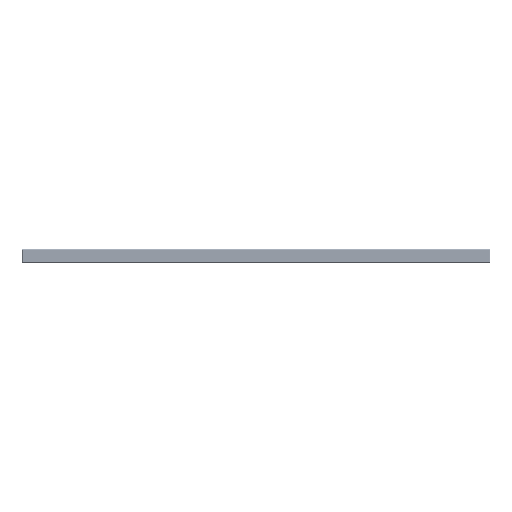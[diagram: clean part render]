
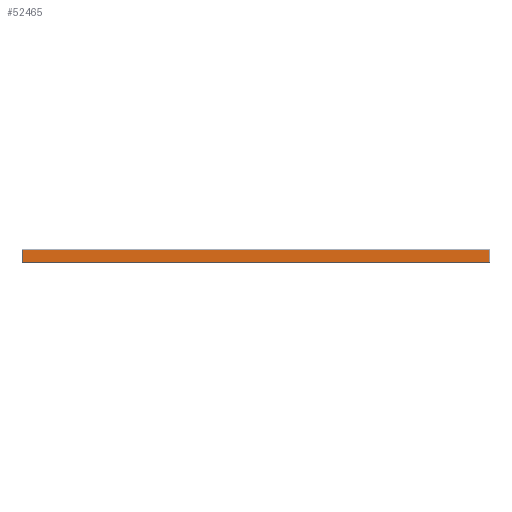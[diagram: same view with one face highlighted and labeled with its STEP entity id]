
A CAD part, front view. The second image highlights one B-rep face of the part: STEP entity #52465.
In plain terms, the highlighted planar face has unit normal (0, -1, 0).
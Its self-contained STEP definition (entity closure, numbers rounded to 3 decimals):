
#13364=LINE('',#262445,#28089);
#13365=LINE('',#262448,#28090);
#13366=LINE('',#262450,#28091);
#13367=LINE('',#262452,#28092);
#28089=VECTOR('',#209182,1.);
#28090=VECTOR('',#209183,1.);
#28091=VECTOR('',#209184,1.);
#28092=VECTOR('',#209185,1.);
#52465=ADVANCED_FACE('',(#65399),#59932,.T.);
#59932=PLANE('',#177510);
#65399=FACE_OUTER_BOUND('',#73794,.T.);
#73794=EDGE_LOOP('',(#104421,#104422,#104423,#104424));
#104421=ORIENTED_EDGE('',*,*,#153957,.T.);
#104422=ORIENTED_EDGE('',*,*,#153958,.T.);
#104423=ORIENTED_EDGE('',*,*,#153959,.T.);
#104424=ORIENTED_EDGE('',*,*,#153960,.T.);
#134194=VERTEX_POINT('',#262446);
#134195=VERTEX_POINT('',#262447);
#134196=VERTEX_POINT('',#262449);
#134197=VERTEX_POINT('',#262451);
#153957=EDGE_CURVE('',#134194,#134195,#13364,.T.);
#153958=EDGE_CURVE('',#134195,#134196,#13365,.T.);
#153959=EDGE_CURVE('',#134196,#134197,#13366,.T.);
#153960=EDGE_CURVE('',#134197,#134194,#13367,.T.);
#177510=AXIS2_PLACEMENT_3D('',#262453,#209186,#209187);
#209182=DIRECTION('',(-1.,0.,0.));
#209183=DIRECTION('',(0.,0.,-1.));
#209184=DIRECTION('',(1.,0.,0.));
#209185=DIRECTION('',(0.,0.,1.));
#209186=DIRECTION('',(0.,-1.,0.));
#209187=DIRECTION('',(0.,0.,-1.));
#262445=CARTESIAN_POINT('',(137.5,0.,7.575));
#262446=CARTESIAN_POINT('',(274.6,0.,7.575));
#262447=CARTESIAN_POINT('',(0.4,0.,7.575));
#262448=CARTESIAN_POINT('',(0.4,0.,0.));
#262449=CARTESIAN_POINT('',(0.4,0.,0.425));
#262450=CARTESIAN_POINT('',(137.5,0.,0.425));
#262451=CARTESIAN_POINT('',(274.6,0.,0.425));
#262452=CARTESIAN_POINT('',(274.6,0.,0.));
#262453=CARTESIAN_POINT('',(137.5,0.,0.));
